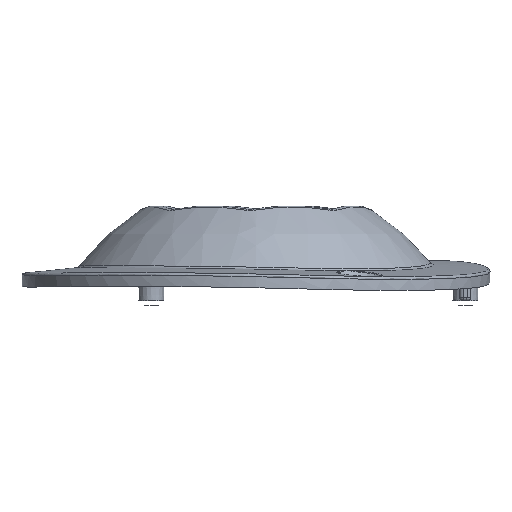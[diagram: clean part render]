
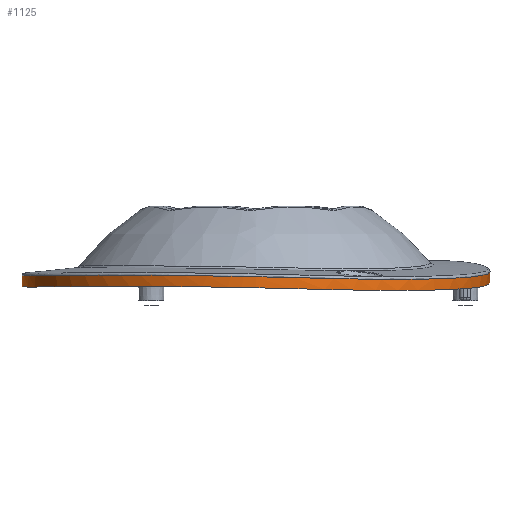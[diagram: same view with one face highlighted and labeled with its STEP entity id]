
A CAD part, left-side view. The second image highlights one B-rep face of the part: STEP entity #1125.
In plain terms, the highlighted conical face has half-angle 1 degrees and reference radius 21.46 mm.
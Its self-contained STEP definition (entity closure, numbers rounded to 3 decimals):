
#55=LINE('',#2383,#96);
#96=VECTOR('',#1355,21.5);
#137=CONICAL_SURFACE('',#1218,21.46,0.017);
#167=FACE_OUTER_BOUND('',#240,.T.);
#240=EDGE_LOOP('',(#789,#790,#791,#792,#793,#794));
#398=B_SPLINE_CURVE_WITH_KNOTS('',3,(#2331,#2332,#2333,#2334,#2335,#2336,
#2337,#2338,#2339,#2340,#2341,#2342,#2343,#2344,#2345,#2346,#2347,#2348,
#2349,#2350,#2351,#2352,#2353),.UNSPECIFIED.,.F.,.F.,(4,1,2,1,2,2,2,1,1,
2,1,2,2,4),(0.,1.113,2.227,3.488,4.748,
5.61,6.19,7.538,8.212,8.886,
10.256,11.625,12.318,12.342),
 .UNSPECIFIED.);
#399=B_SPLINE_CURVE_WITH_KNOTS('',3,(#2354,#2355,#2356,#2357,#2358,#2359),
 .UNSPECIFIED.,.F.,.F.,(4,2,4),(12.342,13.462,13.561),
 .UNSPECIFIED.);
#400=B_SPLINE_CURVE_WITH_KNOTS('',3,(#2363,#2364,#2365,#2366,#2367,#2368,
#2369,#2370,#2371,#2372,#2373,#2374,#2375,#2376,#2377,#2378,#2379,#2380,
#2381,#2382),.UNSPECIFIED.,.F.,.F.,(4,2,2,2,2,2,2,2,2,4),(-13.548,
-12.979,-12.152,-11.3,-10.458,-9.625,
-8.79,-7.946,-7.106,-6.417),
 .UNSPECIFIED.);
#401=B_SPLINE_CURVE_WITH_KNOTS('',3,(#2384,#2385,#2386,#2387,#2388,#2389,
#2390,#2391,#2392,#2393,#2394,#2395,#2396,#2397,#2398,#2399,#2400,#2401,
#2402,#2403),.UNSPECIFIED.,.F.,.F.,(4,2,2,2,2,2,2,2,2,4),(-6.417,
-6.276,-5.452,-4.767,-4.037,
-3.184,-2.38,-1.532,-0.781,
0.),.UNSPECIFIED.);
#477=VERTEX_POINT('',#2328);
#478=VERTEX_POINT('',#2330);
#479=VERTEX_POINT('',#2361);
#480=VERTEX_POINT('',#2362);
#596=EDGE_CURVE('',#477,#478,#398,.T.);
#597=EDGE_CURVE('',#478,#477,#399,.T.);
#598=EDGE_CURVE('',#479,#480,#400,.T.);
#599=EDGE_CURVE('',#480,#478,#55,.T.);
#600=EDGE_CURVE('',#480,#479,#401,.T.);
#789=ORIENTED_EDGE('',*,*,#598,.T.);
#790=ORIENTED_EDGE('',*,*,#599,.T.);
#791=ORIENTED_EDGE('',*,*,#596,.F.);
#792=ORIENTED_EDGE('',*,*,#597,.F.);
#793=ORIENTED_EDGE('',*,*,#599,.F.);
#794=ORIENTED_EDGE('',*,*,#600,.T.);
#1125=ADVANCED_FACE('',(#167),#137,.T.);
#1218=AXIS2_PLACEMENT_3D('',#2360,#1353,#1354);
#1353=DIRECTION('center_axis',(0.,0.,1.));
#1354=DIRECTION('ref_axis',(1.,0.,0.));
#1355=DIRECTION('',(-0.017,0.,1.));
#2328=CARTESIAN_POINT('',(-59.311,-3.166,12.531));
#2330=CARTESIAN_POINT('',(-62.66,8.35,12.763));
#2331=CARTESIAN_POINT('Ctrl Pts',(-59.311,-3.166,12.531));
#2332=CARTESIAN_POINT('Ctrl Pts',(-57.328,-6.292,12.506));
#2333=CARTESIAN_POINT('Ctrl Pts',(-51.72,-11.497,12.614));
#2334=CARTESIAN_POINT('Ctrl Pts',(-44.277,-13.252,12.98));
#2335=CARTESIAN_POINT('Ctrl Pts',(-36.414,-13.063,13.551));
#2336=CARTESIAN_POINT('Ctrl Pts',(-28.115,-10.344,14.26));
#2337=CARTESIAN_POINT('Ctrl Pts',(-22.679,-3.485,13.821));
#2338=CARTESIAN_POINT('Ctrl Pts',(-20.097,3.063,13.411));
#2339=CARTESIAN_POINT('Ctrl Pts',(-19.577,5.933,13.247));
#2340=CARTESIAN_POINT('Ctrl Pts',(-19.68,10.72,13.066));
#2341=CARTESIAN_POINT('Ctrl Pts',(-19.983,12.638,13.017));
#2342=CARTESIAN_POINT('Ctrl Pts',(-21.801,18.788,12.904));
#2343=CARTESIAN_POINT('Ctrl Pts',(-25.805,24.587,12.875));
#2344=CARTESIAN_POINT('Ctrl Pts',(-33.782,28.931,12.845));
#2345=CARTESIAN_POINT('Ctrl Pts',(-38.235,29.778,12.855));
#2346=CARTESIAN_POINT('Ctrl Pts',(-45.025,30.003,12.834));
#2347=CARTESIAN_POINT('Ctrl Pts',(-54.201,27.286,12.838));
#2348=CARTESIAN_POINT('Ctrl Pts',(-60.007,19.677,12.911));
#2349=CARTESIAN_POINT('Ctrl Pts',(-62.232,13.194,12.849));
#2350=CARTESIAN_POINT('Ctrl Pts',(-62.633,10.897,12.817));
#2351=CARTESIAN_POINT('Ctrl Pts',(-62.659,8.513,12.767));
#2352=CARTESIAN_POINT('Ctrl Pts',(-62.66,8.431,12.765));
#2353=CARTESIAN_POINT('Ctrl Pts',(-62.66,8.35,12.763));
#2354=CARTESIAN_POINT('Ctrl Pts',(-62.66,8.35,12.763));
#2355=CARTESIAN_POINT('Ctrl Pts',(-62.658,4.628,12.683));
#2356=CARTESIAN_POINT('Ctrl Pts',(-61.672,0.913,12.575));
#2357=CARTESIAN_POINT('Ctrl Pts',(-59.658,-2.604,12.535));
#2358=CARTESIAN_POINT('Ctrl Pts',(-59.488,-2.887,12.533));
#2359=CARTESIAN_POINT('Ctrl Pts',(-59.311,-3.166,12.531));
#2360=CARTESIAN_POINT('Origin',(-41.15,8.35,10.001));
#2361=CARTESIAN_POINT('',(-19.95,4.769,12.317));
#2362=CARTESIAN_POINT('',(-62.641,8.35,11.749));
#2363=CARTESIAN_POINT('Ctrl Pts',(-19.95,4.769,12.317));
#2364=CARTESIAN_POINT('Ctrl Pts',(-19.636,6.636,12.217));
#2365=CARTESIAN_POINT('Ctrl Pts',(-19.57,8.538,12.134));
#2366=CARTESIAN_POINT('Ctrl Pts',(-20.022,13.169,11.988));
#2367=CARTESIAN_POINT('Ctrl Pts',(-20.814,15.837,11.945));
#2368=CARTESIAN_POINT('Ctrl Pts',(-23.403,20.802,11.885));
#2369=CARTESIAN_POINT('Ctrl Pts',(-25.203,23.037,11.87));
#2370=CARTESIAN_POINT('Ctrl Pts',(-29.541,26.654,11.844));
#2371=CARTESIAN_POINT('Ctrl Pts',(-32.028,28.012,11.836));
#2372=CARTESIAN_POINT('Ctrl Pts',(-37.356,29.686,11.833));
#2373=CARTESIAN_POINT('Ctrl Pts',(-40.142,29.997,11.834));
#2374=CARTESIAN_POINT('Ctrl Pts',(-45.685,29.541,11.82));
#2375=CARTESIAN_POINT('Ctrl Pts',(-48.389,28.776,11.816));
#2376=CARTESIAN_POINT('Ctrl Pts',(-53.383,26.244,11.836));
#2377=CARTESIAN_POINT('Ctrl Pts',(-55.619,24.49,11.857));
#2378=CARTESIAN_POINT('Ctrl Pts',(-59.281,20.228,11.878));
#2379=CARTESIAN_POINT('Ctrl Pts',(-60.674,17.764,11.877));
#2380=CARTESIAN_POINT('Ctrl Pts',(-62.276,12.92,11.834));
#2381=CARTESIAN_POINT('Ctrl Pts',(-62.641,10.641,11.799));
#2382=CARTESIAN_POINT('Ctrl Pts',(-62.641,8.35,11.749));
#2383=CARTESIAN_POINT('',(-62.61,8.35,10.001));
#2384=CARTESIAN_POINT('Ctrl Pts',(-62.641,8.35,11.749));
#2385=CARTESIAN_POINT('Ctrl Pts',(-62.64,7.881,11.739));
#2386=CARTESIAN_POINT('Ctrl Pts',(-62.625,7.412,11.728));
#2387=CARTESIAN_POINT('Ctrl Pts',(-62.413,4.203,11.652));
#2388=CARTESIAN_POINT('Ctrl Pts',(-61.708,1.521,11.579));
#2389=CARTESIAN_POINT('Ctrl Pts',(-59.527,-3.016,11.505));
#2390=CARTESIAN_POINT('Ctrl Pts',(-58.214,-4.905,11.494));
#2391=CARTESIAN_POINT('Ctrl Pts',(-54.939,-8.308,11.538));
#2392=CARTESIAN_POINT('Ctrl Pts',(-52.964,-9.763,11.593));
#2393=CARTESIAN_POINT('Ctrl Pts',(-48.248,-12.133,11.774));
#2394=CARTESIAN_POINT('Ctrl Pts',(-45.481,-12.893,11.907));
#2395=CARTESIAN_POINT('Ctrl Pts',(-39.977,-13.284,12.264));
#2396=CARTESIAN_POINT('Ctrl Pts',(-37.302,-12.974,12.492));
#2397=CARTESIAN_POINT('Ctrl Pts',(-32.063,-11.348,12.868));
#2398=CARTESIAN_POINT('Ctrl Pts',(-29.564,-9.995,12.99));
#2399=CARTESIAN_POINT('Ctrl Pts',(-25.467,-6.586,12.983));
#2400=CARTESIAN_POINT('Ctrl Pts',(-23.841,-4.663,12.887));
#2401=CARTESIAN_POINT('Ctrl Pts',(-21.273,-0.261,
12.62));
#2402=CARTESIAN_POINT('Ctrl Pts',(-20.381,2.203,12.454));
#2403=CARTESIAN_POINT('Ctrl Pts',(-19.95,4.769,12.317));
